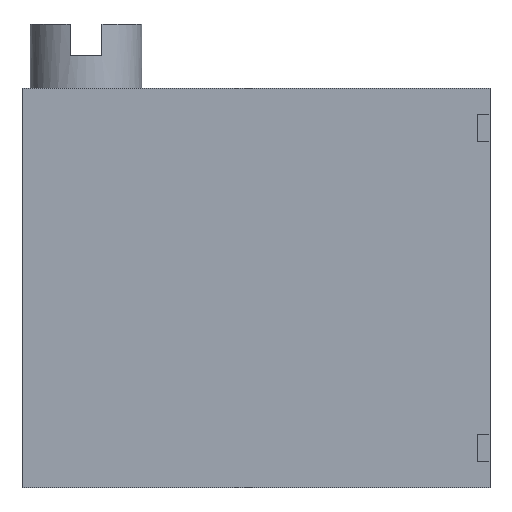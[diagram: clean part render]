
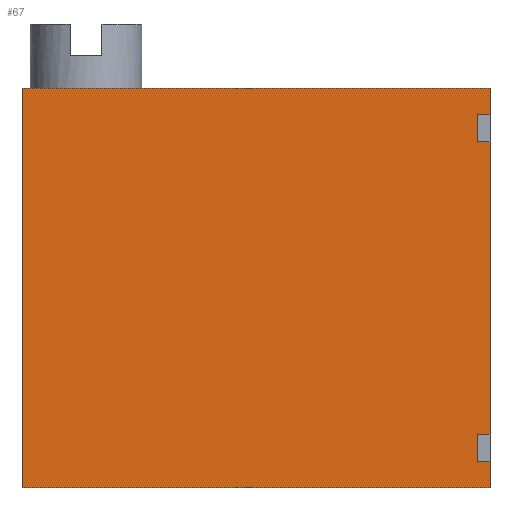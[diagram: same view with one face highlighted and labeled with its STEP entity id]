
A CAD part, left-side view. The second image highlights one B-rep face of the part: STEP entity #67.
In plain terms, the highlighted planar face has unit normal (-1, 0, 0).
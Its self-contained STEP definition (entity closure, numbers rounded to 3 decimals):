
#67=ADVANCED_FACE('',(#281),#283,.T.);
#281=FACE_BOUND('',#282,.T.);
#282=EDGE_LOOP('',(#462,#463,#464,#465,#466,#467,#468,#469,#470,#471,#472,#473));
#283=PLANE('',#284);
#284=AXIS2_PLACEMENT_3D('',#285,#286,#287);
#285=CARTESIAN_POINT('',(-2.16,0.,-3.175));
#286=DIRECTION('',(-1.,0.,0.));
#287=DIRECTION('',(0.,0.,1.));
#462=ORIENTED_EDGE('',*,*,#586,.F.);
#463=ORIENTED_EDGE('',*,*,#580,.T.);
#464=ORIENTED_EDGE('',*,*,#587,.F.);
#465=ORIENTED_EDGE('',*,*,#588,.F.);
#466=ORIENTED_EDGE('',*,*,#589,.F.);
#467=ORIENTED_EDGE('',*,*,#576,.T.);
#468=ORIENTED_EDGE('',*,*,#590,.T.);
#469=ORIENTED_EDGE('',*,*,#591,.F.);
#470=ORIENTED_EDGE('',*,*,#592,.F.);
#471=ORIENTED_EDGE('',*,*,#584,.T.);
#472=ORIENTED_EDGE('',*,*,#593,.F.);
#473=ORIENTED_EDGE('',*,*,#594,.F.);
#576=EDGE_CURVE('',#645,#643,#646,.T.);
#580=EDGE_CURVE('',#653,#651,#654,.T.);
#584=EDGE_CURVE('',#661,#659,#662,.T.);
#586=EDGE_CURVE('',#653,#664,#665,.T.);
#587=EDGE_CURVE('',#666,#651,#667,.T.);
#588=EDGE_CURVE('',#668,#666,#669,.T.);
#589=EDGE_CURVE('',#645,#668,#670,.T.);
#590=EDGE_CURVE('',#643,#671,#672,.T.);
#591=EDGE_CURVE('',#673,#671,#674,.T.);
#592=EDGE_CURVE('',#661,#673,#675,.T.);
#593=EDGE_CURVE('',#676,#659,#677,.T.);
#594=EDGE_CURVE('',#664,#676,#678,.T.);
#643=VERTEX_POINT('',#757);
#645=VERTEX_POINT('',#761);
#646=LINE('',#762,#763);
#651=VERTEX_POINT('',#773);
#653=VERTEX_POINT('',#777);
#654=LINE('',#778,#779);
#659=VERTEX_POINT('',#789);
#661=VERTEX_POINT('',#793);
#662=LINE('',#794,#795);
#664=VERTEX_POINT('',#800);
#665=LINE('',#801,#802);
#666=VERTEX_POINT('',#804);
#667=LINE('',#805,#806);
#668=VERTEX_POINT('',#808);
#669=LINE('',#809,#810);
#670=LINE('',#812,#813);
#671=VERTEX_POINT('',#815);
#672=LINE('',#816,#817);
#673=VERTEX_POINT('',#819);
#674=LINE('',#820,#821);
#675=LINE('',#823,#824);
#676=VERTEX_POINT('',#826);
#677=LINE('',#827,#828);
#678=LINE('',#830,#831);
#757=CARTESIAN_POINT('',(-2.16,0.,3.175));
#761=CARTESIAN_POINT('',(-2.16,0.,2.755));
#762=CARTESIAN_POINT('',(-2.16,0.,2.755));
#763=VECTOR('',#764,1.);
#764=DIRECTION('',(0.,0.,1.));
#773=CARTESIAN_POINT('',(-2.16,0.,2.325));
#777=CARTESIAN_POINT('',(-2.16,0.,-2.325));
#778=CARTESIAN_POINT('',(-2.16,0.,-2.325));
#779=VECTOR('',#780,1.);
#780=DIRECTION('',(0.,0.,1.));
#789=CARTESIAN_POINT('',(-2.16,0.,-2.755));
#793=CARTESIAN_POINT('',(-2.16,0.,-3.175));
#794=CARTESIAN_POINT('',(-2.16,0.,-3.175));
#795=VECTOR('',#796,1.);
#796=DIRECTION('',(0.,0.,1.));
#800=CARTESIAN_POINT('',(-2.16,0.2,-2.325));
#801=CARTESIAN_POINT('',(-2.16,0.,-2.325));
#802=VECTOR('',#803,1.);
#803=DIRECTION('',(0.,1.,0.));
#804=CARTESIAN_POINT('',(-2.16,0.2,2.325));
#805=CARTESIAN_POINT('',(-2.16,0.2,2.325));
#806=VECTOR('',#807,1.);
#807=DIRECTION('',(0.,-1.,0.));
#808=CARTESIAN_POINT('',(-2.16,0.2,2.755));
#809=CARTESIAN_POINT('',(-2.16,0.2,2.755));
#810=VECTOR('',#811,1.);
#811=DIRECTION('',(0.,0.,-1.));
#812=CARTESIAN_POINT('',(-2.16,0.,2.755));
#813=VECTOR('',#814,1.);
#814=DIRECTION('',(0.,1.,0.));
#815=CARTESIAN_POINT('',(-2.16,7.44,3.175));
#816=CARTESIAN_POINT('',(-2.16,0.,3.175));
#817=VECTOR('',#818,1.);
#818=DIRECTION('',(0.,1.,0.));
#819=CARTESIAN_POINT('',(-2.16,7.44,-3.175));
#820=CARTESIAN_POINT('',(-2.16,7.44,-3.175));
#821=VECTOR('',#822,1.);
#822=DIRECTION('',(0.,0.,1.));
#823=CARTESIAN_POINT('',(-2.16,0.,-3.175));
#824=VECTOR('',#825,1.);
#825=DIRECTION('',(0.,1.,0.));
#826=CARTESIAN_POINT('',(-2.16,0.2,-2.755));
#827=CARTESIAN_POINT('',(-2.16,0.2,-2.755));
#828=VECTOR('',#829,1.);
#829=DIRECTION('',(0.,-1.,0.));
#830=CARTESIAN_POINT('',(-2.16,0.2,-2.325));
#831=VECTOR('',#832,1.);
#832=DIRECTION('',(0.,0.,-1.));
